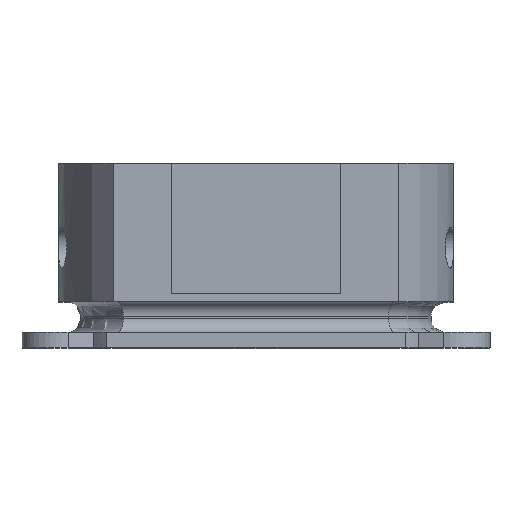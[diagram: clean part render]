
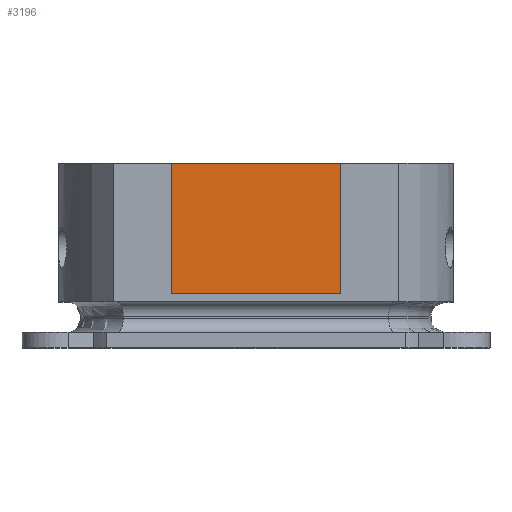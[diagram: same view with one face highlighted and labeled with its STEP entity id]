
A CAD part, top view. The second image highlights one B-rep face of the part: STEP entity #3196.
In plain terms, the highlighted planar face has unit normal (0, 0, 1).
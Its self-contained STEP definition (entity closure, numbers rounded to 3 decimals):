
#2799 = VERTEX_POINT('',#2800);
#2800 = CARTESIAN_POINT('',(-8.25,-10.,10.124));
#2806 = EDGE_CURVE('',#2799,#2807,#2809,.T.);
#2807 = VERTEX_POINT('',#2808);
#2808 = CARTESIAN_POINT('',(8.25,-10.,10.124));
#2809 = LINE('',#2810,#2811);
#2810 = CARTESIAN_POINT('',(-8.25,-10.,10.124));
#2811 = VECTOR('',#2812,1.);
#2812 = DIRECTION('',(1.,0.,0.));
#2985 = EDGE_CURVE('',#2807,#2986,#2988,.T.);
#2986 = VERTEX_POINT('',#2987);
#2987 = CARTESIAN_POINT('',(8.25,-22.7,10.124));
#2988 = LINE('',#2989,#2990);
#2989 = CARTESIAN_POINT('',(8.25,-10.,10.124));
#2990 = VECTOR('',#2991,1.);
#2991 = DIRECTION('',(0.,-1.,0.));
#3010 = VERTEX_POINT('',#3011);
#3011 = CARTESIAN_POINT('',(-8.25,-22.7,10.124));
#3017 = EDGE_CURVE('',#3010,#2986,#3018,.T.);
#3018 = LINE('',#3019,#3020);
#3019 = CARTESIAN_POINT('',(-8.25,-22.7,10.124));
#3020 = VECTOR('',#3021,1.);
#3021 = DIRECTION('',(1.,0.,0.));
#3035 = EDGE_CURVE('',#2799,#3010,#3036,.T.);
#3036 = LINE('',#3037,#3038);
#3037 = CARTESIAN_POINT('',(-8.25,-10.,10.124));
#3038 = VECTOR('',#3039,1.);
#3039 = DIRECTION('',(0.,-1.,0.));
#3196 = ADVANCED_FACE('',(#3197),#3203,.T.);
#3197 = FACE_BOUND('',#3198,.T.);
#3198 = EDGE_LOOP('',(#3199,#3200,#3201,#3202));
#3199 = ORIENTED_EDGE('',*,*,#3035,.T.);
#3200 = ORIENTED_EDGE('',*,*,#3017,.T.);
#3201 = ORIENTED_EDGE('',*,*,#2985,.F.);
#3202 = ORIENTED_EDGE('',*,*,#2806,.F.);
#3203 = PLANE('',#3204);
#3204 = AXIS2_PLACEMENT_3D('',#3205,#3206,#3207);
#3205 = CARTESIAN_POINT('',(-8.25,-10.,10.124));
#3206 = DIRECTION('',(0.,0.,1.));
#3207 = DIRECTION('',(1.,0.,0.));
